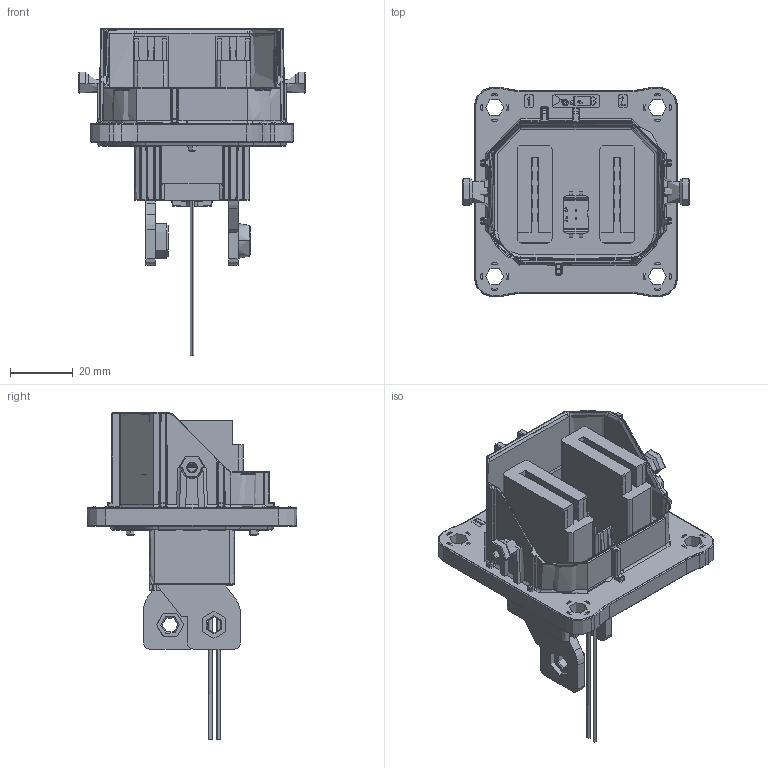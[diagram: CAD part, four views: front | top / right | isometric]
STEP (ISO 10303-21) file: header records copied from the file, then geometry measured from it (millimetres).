
FILE_DESCRIPTION (( 'STEP AP203' ), '1' );
FILE_NAME ('YGEV5-S2RB4²å×ù.STEP', '2025-02-24T08:55:16', ( 'China' ), ( 'Microsoft' ), 'SwSTEP 2.0', 'SolidWorks 2023', '' );
FILE_SCHEMA (( 'CONFIG_CONTROL_DESIGN' ));
Products named in the file (1): YGEV5-S2RB4插座
Bounding box: 72.3 x 66.99 x 104.63 mm (x, y, z)
Volume: 70988.4 mm3; surface area: 32718.9 mm2
Topology: 2 solids, 5 shells, 2243 faces, 5623 edges, 3490 vertices
Faces by surface type: plane 932, cylinder 599, bspline 292, torus 291, cone 98, sphere 31
Entity records: 72490 total; most frequent: CARTESIAN_POINT 21253, ORIENTED_EDGE 11218, DIRECTION 10021, EDGE_CURVE 5609, AXIS2_PLACEMENT_3D 3597, VERTEX_POINT 3490, LINE 2827, VECTOR 2827
